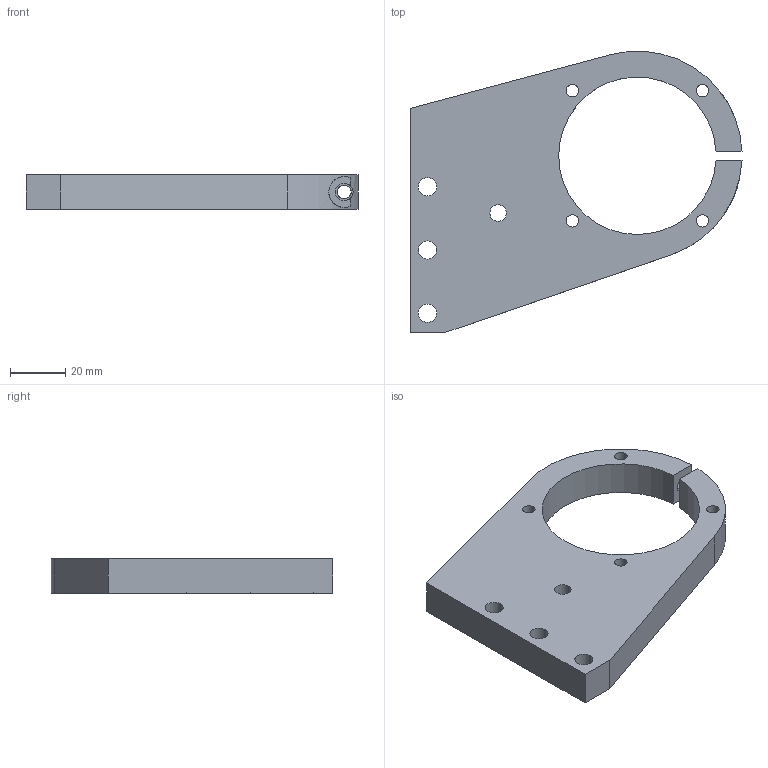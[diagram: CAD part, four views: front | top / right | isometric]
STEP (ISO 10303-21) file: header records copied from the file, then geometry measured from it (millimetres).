
FILE_DESCRIPTION (( 'STEP AP203' ), '1' );
FILE_NAME ('J2 Motor Support.STEP', '2019-10-20T06:22:09', ( '' ), ( '' ), 'SwSTEP 2.0', 'SolidWorks 2019', '' );
FILE_SCHEMA (( 'CONFIG_CONTROL_DESIGN' ));
Length unit declared in the file: millimetre
Products named in the file (1): J2 Motor Support
Bounding box: 120.54 x 102.12 x 12.7 mm (x, y, z)
Volume: 78203.6 mm3; surface area: 21907.5 mm2
Topology: 1 solids, 1 shells, 41 faces, 111 edges, 72 vertices
Faces by surface type: cylinder 26, plane 9, cone 6
Entity records: 1554 total; most frequent: CARTESIAN_POINT 363, DIRECTION 243, ORIENTED_EDGE 222, EDGE_CURVE 111, AXIS2_PLACEMENT_3D 96, VERTEX_POINT 72, EDGE_LOOP 61, CIRCLE 54
